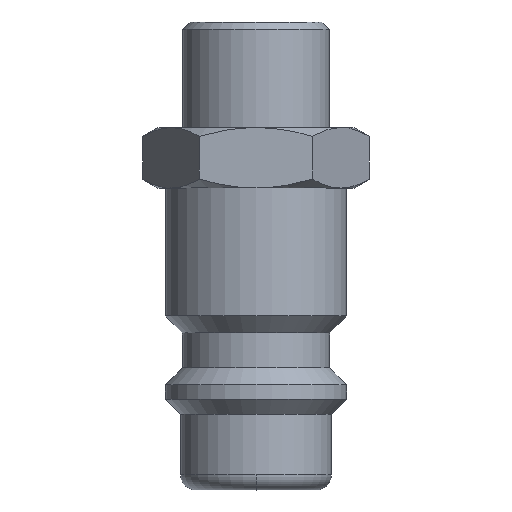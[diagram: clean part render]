
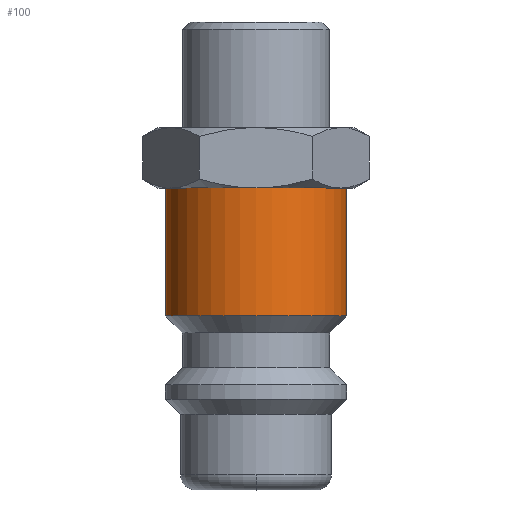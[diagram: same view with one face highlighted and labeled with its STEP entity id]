
A CAD part, top view. The second image highlights one B-rep face of the part: STEP entity #100.
In plain terms, the highlighted cylindrical face has radius 6 mm (diameter 12 mm), a partial arc.
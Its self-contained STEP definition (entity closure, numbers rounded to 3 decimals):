
#100=ADVANCED_FACE('',(#228),#229,.T.);
#228=FACE_OUTER_BOUND('',#383,.T.);
#229=CYLINDRICAL_SURFACE('',#384,6.0);
#383=EDGE_LOOP('',(#604,#605,#606,#607));
#384=AXIS2_PLACEMENT_3D('',#608,#609,#610);
#604=ORIENTED_EDGE('',*,*,#917,.T.);
#605=ORIENTED_EDGE('',*,*,#956,.T.);
#606=ORIENTED_EDGE('',*,*,#919,.T.);
#607=ORIENTED_EDGE('',*,*,#957,.T.);
#608=CARTESIAN_POINT('',(0.0,16.263,0.0));
#609=DIRECTION('',(-0.0,1.0,0.0));
#610=DIRECTION('',(1.0,0.0,0.0));
#917=EDGE_CURVE('',#1091,#1092,#1093,.T.);
#919=EDGE_CURVE('',#1096,#1094,#1097,.T.);
#956=EDGE_CURVE('',#1092,#1096,#1155,.T.);
#957=EDGE_CURVE('',#1094,#1091,#1156,.T.);
#1091=VERTEX_POINT('',#1341);
#1092=VERTEX_POINT('',#1342);
#1093=LINE('',#1343,#1344);
#1094=VERTEX_POINT('',#1345);
#1096=VERTEX_POINT('',#1347);
#1097=LINE('',#1348,#1349);
#1155=CIRCLE('',#1525,6.0);
#1156=CIRCLE('',#1526,6.0);
#1341=CARTESIAN_POINT('',(6.0,11.525,0.0));
#1342=CARTESIAN_POINT('',(6.0,20.0,0.));
#1343=CARTESIAN_POINT('',(6.0,16.263,0.));
#1344=VECTOR('',#1800,1.0);
#1345=CARTESIAN_POINT('',(-6.0,11.525,0.));
#1347=CARTESIAN_POINT('',(-6.0,20.0,0.));
#1348=CARTESIAN_POINT('',(-6.0,16.263,0.));
#1349=VECTOR('',#1804,1.0);
#1525=AXIS2_PLACEMENT_3D('',#1843,#1844,#1845);
#1526=AXIS2_PLACEMENT_3D('',#1846,#1847,#1848);
#1800=DIRECTION('',(0.0,1.0,0.0));
#1804=DIRECTION('',(-0.0,-1.0,-0.0));
#1843=CARTESIAN_POINT('',(0.0,20.0,0.0));
#1844=DIRECTION('',(0.0,-1.0,0.0));
#1845=DIRECTION('',(1.0,0.0,0.0));
#1846=CARTESIAN_POINT('',(0.0,11.525,0.0));
#1847=DIRECTION('',(-0.0,1.0,0.0));
#1848=DIRECTION('',(1.0,0.0,0.0));
